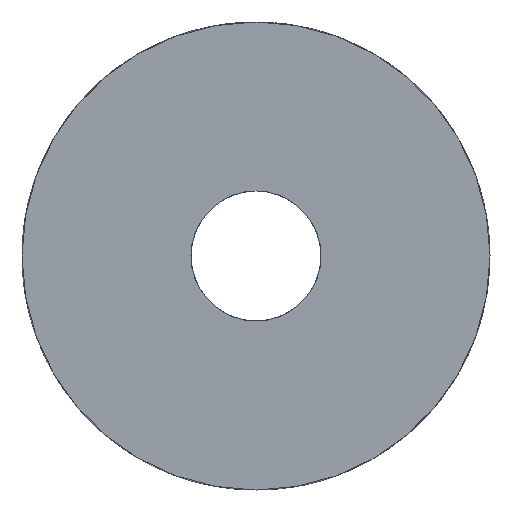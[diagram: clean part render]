
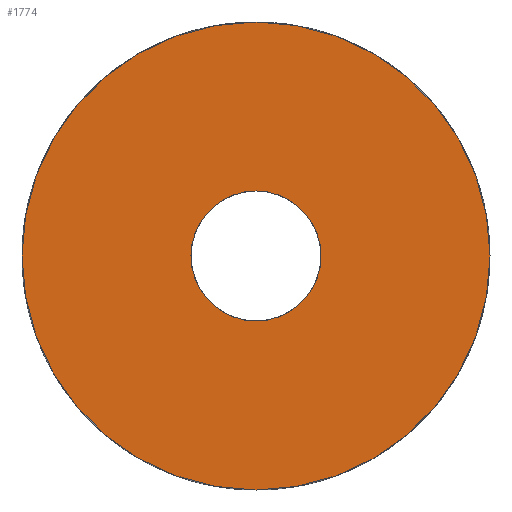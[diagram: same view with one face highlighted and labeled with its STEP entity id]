
A CAD part, front view. The second image highlights one B-rep face of the part: STEP entity #1774.
In plain terms, the highlighted planar face has unit normal (0, -1, 0).
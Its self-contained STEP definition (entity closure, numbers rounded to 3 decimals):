
#32=PLANE('',#1888);
#70=FACE_BOUND('',#255,.T.);
#72=CIRCLE('',#1852,9.);
#75=CIRCLE('',#1858,2.5);
#146=FACE_OUTER_BOUND('',#254,.T.);
#254=EDGE_LOOP('',(#1409));
#255=EDGE_LOOP('',(#1410));
#708=VERTEX_POINT('',#4053);
#740=VERTEX_POINT('',#5124);
#902=EDGE_CURVE('',#708,#708,#72,.T.);
#938=EDGE_CURVE('',#740,#740,#75,.T.);
#1409=ORIENTED_EDGE('',*,*,#902,.F.);
#1410=ORIENTED_EDGE('',*,*,#938,.F.);
#1774=ADVANCED_FACE('',(#146,#70),#32,.F.);
#1852=AXIS2_PLACEMENT_3D('',#4054,#1978,#1979);
#1858=AXIS2_PLACEMENT_3D('',#5126,#2001,#2002);
#1888=AXIS2_PLACEMENT_3D('',#12799,#2094,#2095);
#1978=DIRECTION('center_axis',(0.,1.,0.));
#1979=DIRECTION('ref_axis',(0.,0.,1.));
#2001=DIRECTION('center_axis',(0.,-1.,0.));
#2002=DIRECTION('ref_axis',(0.,0.,-1.));
#2094=DIRECTION('center_axis',(0.,1.,0.));
#2095=DIRECTION('ref_axis',(0.,0.,1.));
#4053=CARTESIAN_POINT('',(0.,-12.5,9.));
#4054=CARTESIAN_POINT('Origin',(0.,-12.5,0.));
#5124=CARTESIAN_POINT('',(0.,-12.5,2.5));
#5126=CARTESIAN_POINT('Origin',(0.,-12.5,0.));
#12799=CARTESIAN_POINT('Origin',(0.,-12.5,0.));
